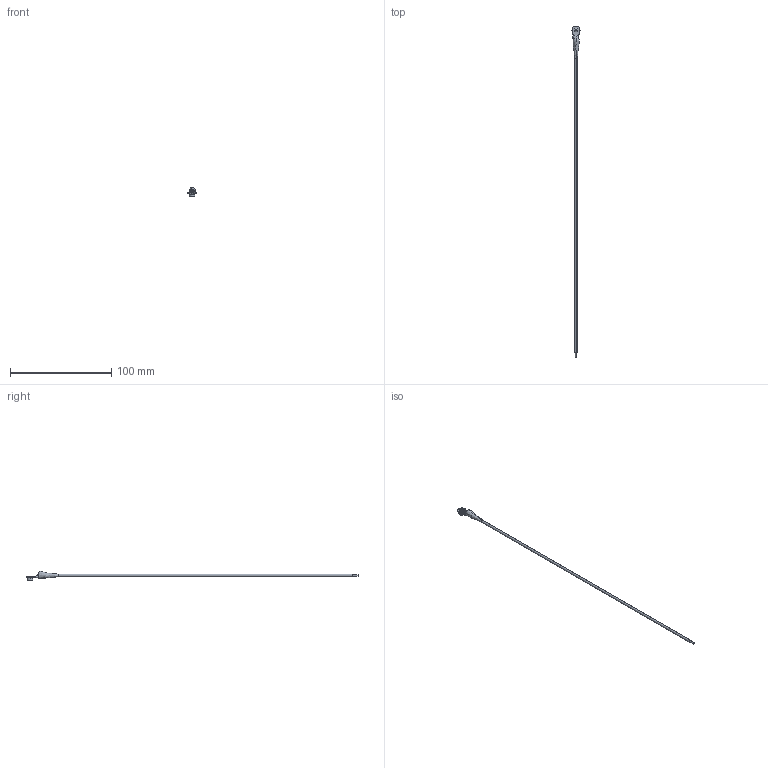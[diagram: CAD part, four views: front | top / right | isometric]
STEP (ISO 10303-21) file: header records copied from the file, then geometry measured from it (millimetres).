
FILE_DESCRIPTION (( 'STEP AP214' ), '1' );
FILE_NAME ('VFTPCSP0101FT.STEP', '2019-01-28T21:06:35', ( 'user' ), ( 'Microsoft' ), 'SwSTEP 2.0', 'SolidWorks 2018', '' );
FILE_SCHEMA (( 'AUTOMOTIVE_DESIGN' ));
Length unit declared in the file: millimetre
Products named in the file (5): F18-120_crimped; EYELET PN34; VFTPCSP0101FT; Cable(Reference)_crimped; 10120_(STUD PN261)
Assembly tree (4 placements, depth 2):
  VFTPCSP0101FT
    EYELET PN34
    F18-120_crimped
    10120_(STUD PN261)
    Cable(Reference)_crimped
Bounding box: 7.92 x 328.53 x 9.19 mm (x, y, z)
Volume: 1951 mm3; surface area: 3316.7 mm2
Topology: 4 solids, 4 shells, 103 faces, 248 edges, 158 vertices
Faces by surface type: bspline 40, plane 30, cylinder 27, cone 6
Entity records: 7758 total; most frequent: CARTESIAN_POINT 5057, ORIENTED_EDGE 496, DIRECTION 417, EDGE_CURVE 248, AXIS2_PLACEMENT_3D 174, VERTEX_POINT 158, EDGE_LOOP 118, CIRCLE 104
